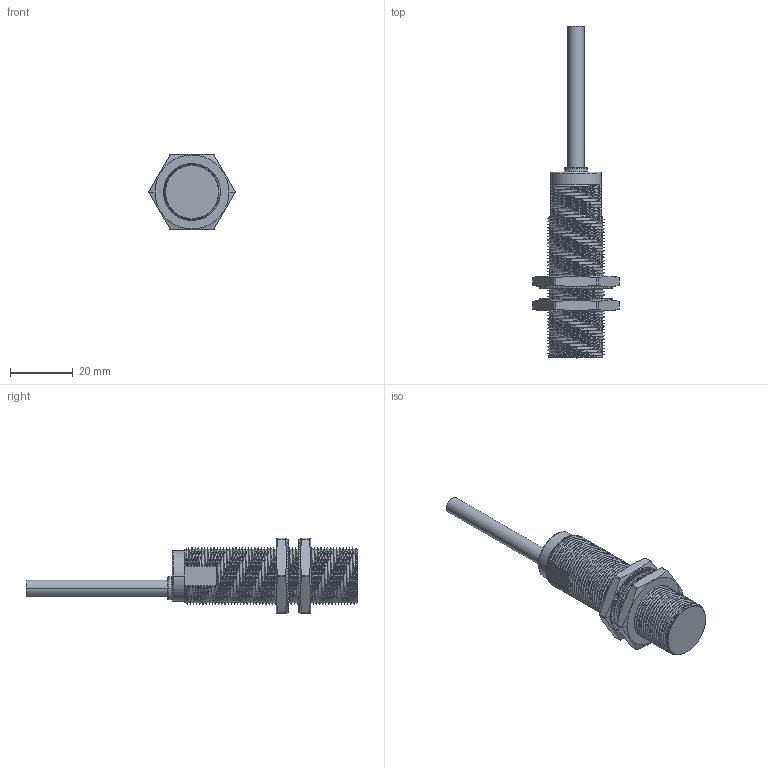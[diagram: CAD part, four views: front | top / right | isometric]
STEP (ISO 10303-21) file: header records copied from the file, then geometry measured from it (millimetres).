
FILE_DESCRIPTION(/* description */ (''),/* implementation_level */ '2;1');
FILE_NAME(/* name */ 'ELCO_Fi8-G18-CA41L.stp',/* time_stamp */ '2025-12-19T11:02:12+08:00',/* author */ (''),/* organization */ (''),/* preprocessor_version */ 'ST-DEVELOPER v16',/* originating_system */ 'SIEMENS PLM Software NX 10.0',/* authorisation */ '');
FILE_SCHEMA (('AUTOMOTIVE_DESIGN { 1 0 10303 214 3 1 1 1 }'));
Products named in the file (1): Admi64A0C12Chsjq
Bounding box: 27.56 x 105.5 x 24 mm (x, y, z)
Volume: 16553.3 mm3; surface area: 8150.4 mm2
Topology: 3 solids, 3 shells, 705 faces, 2065 edges, 1367 vertices
Faces by surface type: plane 470, cylinder 141, bspline 73, cone 14, torus 7
Entity records: 43083 total; most frequent: CARTESIAN_POINT 26178, ORIENTED_EDGE 4130, DIRECTION 2632, EDGE_CURVE 2065, VERTEX_POINT 1367, B_SPLINE_CURVE_WITH_KNOTS 1065, AXIS2_PLACEMENT_3D 999, EDGE_LOOP 710
